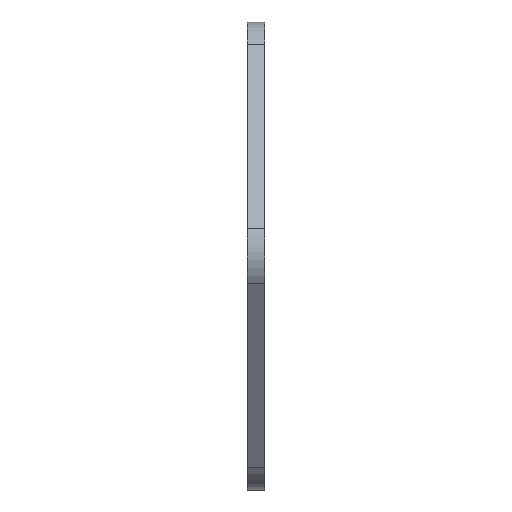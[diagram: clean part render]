
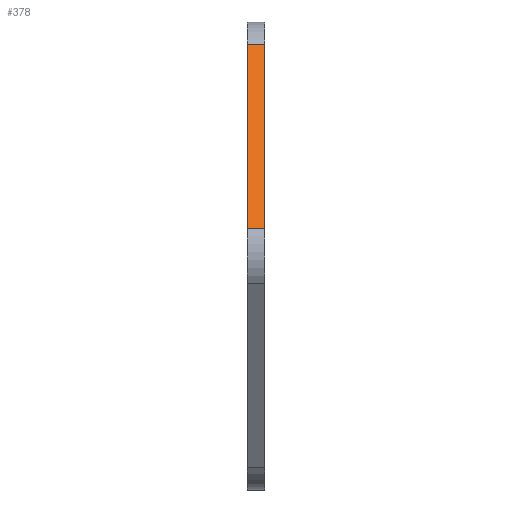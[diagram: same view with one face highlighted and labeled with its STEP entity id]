
A CAD part, left-side view. The second image highlights one B-rep face of the part: STEP entity #378.
In plain terms, the highlighted planar face has unit normal (-0.832, 0, 0.555).
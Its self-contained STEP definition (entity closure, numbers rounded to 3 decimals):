
#118 = CARTESIAN_POINT ( 'NONE',  ( -54.75, 5.5, 67.875 ) ) ;
#224 = DIRECTION ( 'NONE',  ( 0., -1., 0. ) ) ;
#238 = VECTOR ( 'NONE', #1715, 1000. ) ;
#270 = DIRECTION ( 'NONE',  ( -0.555, 0., -0.832 ) ) ;
#273 = AXIS2_PLACEMENT_3D ( 'NONE', #988, #776, #270 ) ;
#306 = FACE_OUTER_BOUND ( 'NONE', #2238, .T. ) ;
#378 = ADVANCED_FACE ( 'NONE', ( #306 ), #1298, .F. ) ;
#611 = LINE ( 'NONE', #118, #951 ) ;
#623 = DIRECTION ( 'NONE',  ( 0., 1., 0. ) ) ;
#655 = EDGE_CURVE ( 'NONE', #2131, #2876, #1448, .T. ) ;
#728 = LINE ( 'NONE', #1910, #2385 ) ;
#776 = DIRECTION ( 'NONE',  ( 0.832, 0., -0.555 ) ) ;
#922 = CARTESIAN_POINT ( 'NONE',  ( -100., 5.5, 0. ) ) ;
#951 = VECTOR ( 'NONE', #623, 1000. ) ;
#955 = EDGE_CURVE ( 'NONE', #1312, #2876, #611, .T. ) ;
#988 = CARTESIAN_POINT ( 'NONE',  ( -100., 5.5, 0. ) ) ;
#1130 = ORIENTED_EDGE ( 'NONE', *, *, #655, .F. ) ;
#1298 = PLANE ( 'NONE',  #273 ) ;
#1312 = VERTEX_POINT ( 'NONE', #1368 ) ;
#1368 = CARTESIAN_POINT ( 'NONE',  ( -54.75, 0., 67.875 ) ) ;
#1448 = LINE ( 'NONE', #922, #1999 ) ;
#1492 = CARTESIAN_POINT ( 'NONE',  ( -94.083, 5.5, 8.875 ) ) ;
#1663 = CARTESIAN_POINT ( 'NONE',  ( -54.75, 5.5, 67.875 ) ) ;
#1715 = DIRECTION ( 'NONE',  ( 0.555, 0., 0.832 ) ) ;
#1910 = CARTESIAN_POINT ( 'NONE',  ( -94.083, 5.5, 8.875 ) ) ;
#1999 = VECTOR ( 'NONE', #3145, 1000. ) ;
#2046 = CARTESIAN_POINT ( 'NONE',  ( -94.083, 0., 8.875 ) ) ;
#2131 = VERTEX_POINT ( 'NONE', #1492 ) ;
#2152 = ORIENTED_EDGE ( 'NONE', *, *, #2459, .T. ) ;
#2167 = VERTEX_POINT ( 'NONE', #2046 ) ;
#2238 = EDGE_LOOP ( 'NONE', ( #1130, #2829, #2152, #3108 ) ) ;
#2385 = VECTOR ( 'NONE', #224, 1000. ) ;
#2459 = EDGE_CURVE ( 'NONE', #2167, #1312, #2973, .T. ) ;
#2705 = CARTESIAN_POINT ( 'NONE',  ( -100., 0., 0. ) ) ;
#2829 = ORIENTED_EDGE ( 'NONE', *, *, #2861, .T. ) ;
#2861 = EDGE_CURVE ( 'NONE', #2131, #2167, #728, .T. ) ;
#2876 = VERTEX_POINT ( 'NONE', #1663 ) ;
#2973 = LINE ( 'NONE', #2705, #238 ) ;
#3108 = ORIENTED_EDGE ( 'NONE', *, *, #955, .T. ) ;
#3145 = DIRECTION ( 'NONE',  ( 0.555, 0., 0.832 ) ) ;
